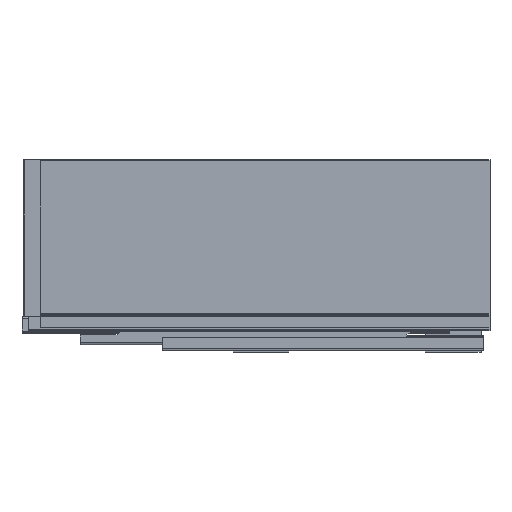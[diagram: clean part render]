
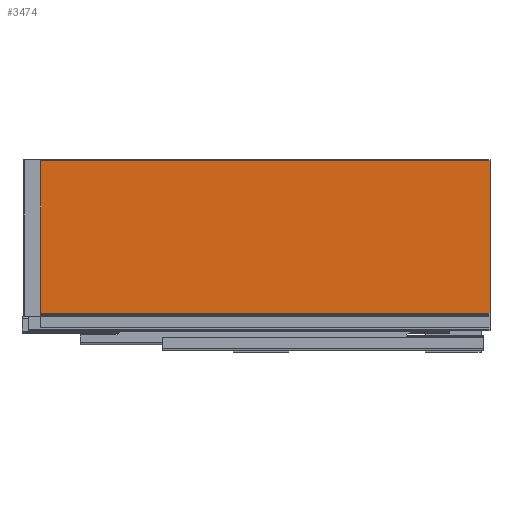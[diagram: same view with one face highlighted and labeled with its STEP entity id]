
A CAD part, top view. The second image highlights one B-rep face of the part: STEP entity #3474.
In plain terms, the highlighted planar face has unit normal (0, 0, 1).
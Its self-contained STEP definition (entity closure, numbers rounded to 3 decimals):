
#58 = EDGE_CURVE ( 'NONE', #8919, #4086, #111, .T. ) ;
#111 = LINE ( 'NONE', #3078, #6658 ) ;
#435 = CARTESIAN_POINT ( 'NONE',  ( -542., 199., 14. ) ) ;
#742 = DIRECTION ( 'NONE',  ( 0., -1., 0. ) ) ;
#925 = EDGE_LOOP ( 'NONE', ( #6531, #3253, #1922, #7969 ) ) ;
#1124 = DIRECTION ( 'NONE',  ( 1., 0., 0. ) ) ;
#1922 = ORIENTED_EDGE ( 'NONE', *, *, #2104, .T. ) ;
#2008 = DIRECTION ( 'NONE',  ( 0., -1., 0. ) ) ;
#2104 = EDGE_CURVE ( 'NONE', #4086, #9371, #2819, .T. ) ;
#2120 = CARTESIAN_POINT ( 'NONE',  ( 0., 199., 14. ) ) ;
#2224 = AXIS2_PLACEMENT_3D ( 'NONE', #435, #5688, #2008 ) ;
#2819 = LINE ( 'NONE', #8779, #8891 ) ;
#3078 = CARTESIAN_POINT ( 'NONE',  ( -525.5, 199., 14. ) ) ;
#3253 = ORIENTED_EDGE ( 'NONE', *, *, #58, .T. ) ;
#3474 = ADVANCED_FACE ( 'NONE', ( #7294 ), #6443, .T. ) ;
#3733 = CARTESIAN_POINT ( 'NONE',  ( -542., 199., 14. ) ) ;
#3852 = EDGE_CURVE ( 'NONE', #4725, #9371, #5990, .T. ) ;
#4086 = VERTEX_POINT ( 'NONE', #4783 ) ;
#4207 = VECTOR ( 'NONE', #4312, 1000. ) ;
#4312 = DIRECTION ( 'NONE',  ( 1., 0., 0. ) ) ;
#4508 = LINE ( 'NONE', #3733, #4207 ) ;
#4725 = VERTEX_POINT ( 'NONE', #2120 ) ;
#4783 = CARTESIAN_POINT ( 'NONE',  ( -525.5, 20.5, 14. ) ) ;
#5688 = DIRECTION ( 'NONE',  ( 0., 0., 1. ) ) ;
#5966 = VECTOR ( 'NONE', #8876, 1000. ) ;
#5990 = LINE ( 'NONE', #9670, #5966 ) ;
#6443 = PLANE ( 'NONE',  #2224 ) ;
#6531 = ORIENTED_EDGE ( 'NONE', *, *, #8556, .F. ) ;
#6658 = VECTOR ( 'NONE', #742, 1000. ) ;
#7294 = FACE_OUTER_BOUND ( 'NONE', #925, .T. ) ;
#7969 = ORIENTED_EDGE ( 'NONE', *, *, #3852, .F. ) ;
#8045 = CARTESIAN_POINT ( 'NONE',  ( -525.5, 199., 14. ) ) ;
#8556 = EDGE_CURVE ( 'NONE', #8919, #4725, #4508, .T. ) ;
#8779 = CARTESIAN_POINT ( 'NONE',  ( 0., 20.5, 14. ) ) ;
#8876 = DIRECTION ( 'NONE',  ( 0., -1., 0. ) ) ;
#8891 = VECTOR ( 'NONE', #1124, 1000. ) ;
#8919 = VERTEX_POINT ( 'NONE', #8045 ) ;
#9005 = CARTESIAN_POINT ( 'NONE',  ( 0., 20.5, 14. ) ) ;
#9371 = VERTEX_POINT ( 'NONE', #9005 ) ;
#9670 = CARTESIAN_POINT ( 'NONE',  ( 0., 199., 14. ) ) ;
